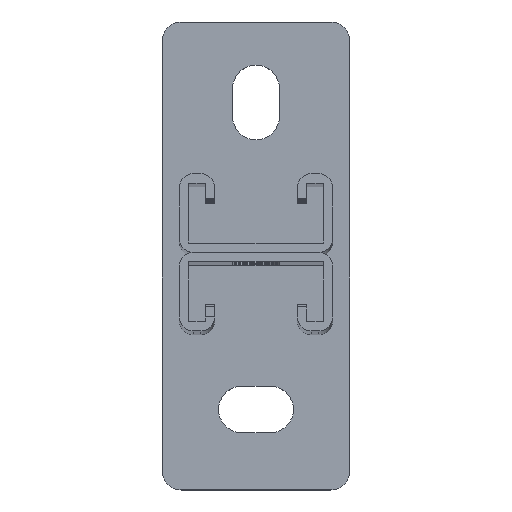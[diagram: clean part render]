
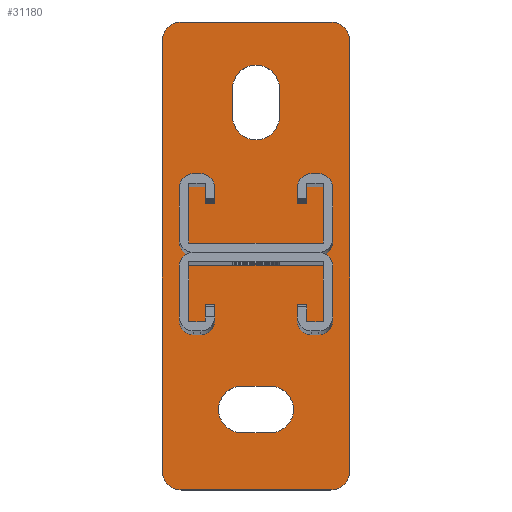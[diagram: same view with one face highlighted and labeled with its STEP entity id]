
A CAD part, top view. The second image highlights one B-rep face of the part: STEP entity #31180.
In plain terms, the highlighted planar face has unit normal (0, 0, 1).
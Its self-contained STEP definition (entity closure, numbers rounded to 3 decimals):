
#90 = FACE_OUTER_BOUND ( 'NONE', #6815, .T. ) ;
#358 = DIRECTION ( 'NONE',  ( 1., 0., 0. ) ) ;
#721 = CARTESIAN_POINT ( 'NONE',  ( 3.75, -41., 0. ) ) ;
#757 = CARTESIAN_POINT ( 'NONE',  ( -20., -62.5, 0. ) ) ;
#1053 = CIRCLE ( 'NONE', #23975, 6.25 ) ;
#1240 = VERTEX_POINT ( 'NONE', #8282 ) ;
#1281 = EDGE_LOOP ( 'NONE', ( #6703, #18288, #28142, #26580 ) ) ;
#1415 = VERTEX_POINT ( 'NONE', #16216 ) ;
#1481 = VERTEX_POINT ( 'NONE', #4001 ) ;
#2050 = VERTEX_POINT ( 'NONE', #8172 ) ;
#2366 = DIRECTION ( 'NONE',  ( 0., 0., 1. ) ) ;
#2569 = CARTESIAN_POINT ( 'NONE',  ( 25., -57.5, 0. ) ) ;
#2677 = DIRECTION ( 'NONE',  ( 0., 0., 1. ) ) ;
#4001 = CARTESIAN_POINT ( 'NONE',  ( -3.75, -47.25, 0. ) ) ;
#4109 = CIRCLE ( 'NONE', #28339, 6.25 ) ;
#4166 = LINE ( 'NONE', #15350, #29844 ) ;
#4486 = LINE ( 'NONE', #19648, #9170 ) ;
#4798 = DIRECTION ( 'NONE',  ( 1., 0., 0. ) ) ;
#4826 = CARTESIAN_POINT ( 'NONE',  ( -3.75, -47.25, 0. ) ) ;
#4898 = DIRECTION ( 'NONE',  ( 1., 0., 0. ) ) ;
#4942 = CARTESIAN_POINT ( 'NONE',  ( -25., 62.5, 0. ) ) ;
#5046 = AXIS2_PLACEMENT_3D ( 'NONE', #12435, #27061, #4798 ) ;
#5338 = DIRECTION ( 'NONE',  ( 0., 0., 1. ) ) ;
#5839 = CARTESIAN_POINT ( 'NONE',  ( -3.75, -34.75, 0. ) ) ;
#6703 = ORIENTED_EDGE ( 'NONE', *, *, #14918, .F. ) ;
#6815 = EDGE_LOOP ( 'NONE', ( #24673, #31186, #13237, #21147, #15685, #16329, #12491, #18568 ) ) ;
#6829 = VECTOR ( 'NONE', #26251, 1000. ) ;
#7234 = CARTESIAN_POINT ( 'NONE',  ( 3.75, -34.75, 0. ) ) ;
#7285 = DIRECTION ( 'NONE',  ( 0., 0., 1. ) ) ;
#8172 = CARTESIAN_POINT ( 'NONE',  ( 25., 57.5, 0. ) ) ;
#8282 = CARTESIAN_POINT ( 'NONE',  ( 3.75, -47.25, 0. ) ) ;
#8327 = LINE ( 'NONE', #14390, #24990 ) ;
#8980 = CARTESIAN_POINT ( 'NONE',  ( 20., -62.5, 0. ) ) ;
#8987 = CARTESIAN_POINT ( 'NONE',  ( 6.25, 44.75, 0. ) ) ;
#9170 = VECTOR ( 'NONE', #12383, 1000. ) ;
#9211 = EDGE_CURVE ( 'NONE', #2050, #27361, #31161, .T. ) ;
#9545 = DIRECTION ( 'NONE',  ( 1., 0., 0. ) ) ;
#9618 = EDGE_CURVE ( 'NONE', #1481, #1240, #21056, .T. ) ;
#9669 = ORIENTED_EDGE ( 'NONE', *, *, #25074, .F. ) ;
#9784 = CARTESIAN_POINT ( 'NONE',  ( 10., -41., 0. ) ) ;
#9991 = VERTEX_POINT ( 'NONE', #757 ) ;
#10176 = DIRECTION ( 'NONE',  ( 0., 0., 1. ) ) ;
#10322 = ORIENTED_EDGE ( 'NONE', *, *, #9618, .F. ) ;
#10372 = CARTESIAN_POINT ( 'NONE',  ( 0., 37.25, 0. ) ) ;
#10720 = CARTESIAN_POINT ( 'NONE',  ( -25., -57.5, 0. ) ) ;
#10761 = PLANE ( 'NONE',  #30959 ) ;
#10950 = VERTEX_POINT ( 'NONE', #2569 ) ;
#11012 = CIRCLE ( 'NONE', #11946, 6.25 ) ;
#11051 = DIRECTION ( 'NONE',  ( 0., 0., 1. ) ) ;
#11232 = VERTEX_POINT ( 'NONE', #8980 ) ;
#11764 = AXIS2_PLACEMENT_3D ( 'NONE', #21502, #16612, #19118 ) ;
#11877 = EDGE_CURVE ( 'NONE', #27361, #24827, #31419, .T. ) ;
#11946 = AXIS2_PLACEMENT_3D ( 'NONE', #25172, #10176, #25067 ) ;
#11991 = DIRECTION ( 'NONE',  ( -1., 0., 0. ) ) ;
#12129 = EDGE_CURVE ( 'NONE', #10950, #2050, #4166, .T. ) ;
#12383 = DIRECTION ( 'NONE',  ( 0., -1., 0. ) ) ;
#12435 = CARTESIAN_POINT ( 'NONE',  ( 3.75, -41., 0. ) ) ;
#12491 = ORIENTED_EDGE ( 'NONE', *, *, #11877, .T. ) ;
#12608 = CARTESIAN_POINT ( 'NONE',  ( 20., 62.5, 0. ) ) ;
#13237 = ORIENTED_EDGE ( 'NONE', *, *, #16204, .T. ) ;
#13268 = CIRCLE ( 'NONE', #30486, 5. ) ;
#13430 = VERTEX_POINT ( 'NONE', #10720 ) ;
#13903 = CARTESIAN_POINT ( 'NONE',  ( 6.25, 37.25, 0. ) ) ;
#14132 = EDGE_LOOP ( 'NONE', ( #20851, #31067, #24368, #9669, #10322 ) ) ;
#14210 = EDGE_CURVE ( 'NONE', #22451, #25693, #8327, .T. ) ;
#14227 = EDGE_CURVE ( 'NONE', #17658, #22451, #27360, .T. ) ;
#14390 = CARTESIAN_POINT ( 'NONE',  ( -3.75, -34.75, 0. ) ) ;
#14820 = EDGE_CURVE ( 'NONE', #11232, #10950, #24996, .T. ) ;
#14918 = EDGE_CURVE ( 'NONE', #1415, #17104, #11012, .T. ) ;
#15124 = CIRCLE ( 'NONE', #16048, 6.25 ) ;
#15127 = CARTESIAN_POINT ( 'NONE',  ( -25., -62.5, 0. ) ) ;
#15350 = CARTESIAN_POINT ( 'NONE',  ( 25., 62.5, 0. ) ) ;
#15495 = EDGE_CURVE ( 'NONE', #16337, #13430, #24149, .T. ) ;
#15642 = VERTEX_POINT ( 'NONE', #20152 ) ;
#15685 = ORIENTED_EDGE ( 'NONE', *, *, #12129, .T. ) ;
#15719 = CARTESIAN_POINT ( 'NONE',  ( 20., 57.5, 0. ) ) ;
#15770 = DIRECTION ( 'NONE',  ( 0., 0., 1. ) ) ;
#15939 = VECTOR ( 'NONE', #29410, 1000. ) ;
#16048 = AXIS2_PLACEMENT_3D ( 'NONE', #17597, #2677, #22599 ) ;
#16145 = LINE ( 'NONE', #8987, #6829 ) ;
#16204 = EDGE_CURVE ( 'NONE', #9991, #11232, #28344, .T. ) ;
#16216 = CARTESIAN_POINT ( 'NONE',  ( 6.25, 44.75, 0. ) ) ;
#16329 = ORIENTED_EDGE ( 'NONE', *, *, #9211, .T. ) ;
#16337 = VERTEX_POINT ( 'NONE', #18569 ) ;
#16612 = DIRECTION ( 'NONE',  ( 0., 0., 1. ) ) ;
#17066 = CARTESIAN_POINT ( 'NONE',  ( -20., 62.5, 0. ) ) ;
#17104 = VERTEX_POINT ( 'NONE', #27065 ) ;
#17152 = CARTESIAN_POINT ( 'NONE',  ( 20., -57.5, 0. ) ) ;
#17538 = DIRECTION ( 'NONE',  ( 1., 0., 0. ) ) ;
#17597 = CARTESIAN_POINT ( 'NONE',  ( -3.75, -41., 0. ) ) ;
#17658 = VERTEX_POINT ( 'NONE', #9784 ) ;
#17832 = DIRECTION ( 'NONE',  ( 0., 1., 0. ) ) ;
#18223 = VECTOR ( 'NONE', #31627, 1000. ) ;
#18288 = ORIENTED_EDGE ( 'NONE', *, *, #20289, .F. ) ;
#18290 = EDGE_CURVE ( 'NONE', #17104, #15642, #4486, .T. ) ;
#18568 = ORIENTED_EDGE ( 'NONE', *, *, #27922, .T. ) ;
#18569 = CARTESIAN_POINT ( 'NONE',  ( -25., 57.5, 0. ) ) ;
#19118 = DIRECTION ( 'NONE',  ( 1., 0., 0. ) ) ;
#19420 = DIRECTION ( 'NONE',  ( 0., -1., 0. ) ) ;
#19648 = CARTESIAN_POINT ( 'NONE',  ( -6.25, 44.75, 0. ) ) ;
#20152 = CARTESIAN_POINT ( 'NONE',  ( -6.25, 37.25, 0. ) ) ;
#20289 = EDGE_CURVE ( 'NONE', #27045, #1415, #16145, .T. ) ;
#20851 = ORIENTED_EDGE ( 'NONE', *, *, #23290, .F. ) ;
#20979 = CARTESIAN_POINT ( 'NONE',  ( 0., 0., 0. ) ) ;
#21056 = LINE ( 'NONE', #4826, #30355 ) ;
#21147 = ORIENTED_EDGE ( 'NONE', *, *, #14820, .T. ) ;
#21502 = CARTESIAN_POINT ( 'NONE',  ( -20., -57.5, 0. ) ) ;
#22451 = VERTEX_POINT ( 'NONE', #7234 ) ;
#22599 = DIRECTION ( 'NONE',  ( 1., 0., 0. ) ) ;
#22926 = DIRECTION ( 'NONE',  ( 1., 0., 0. ) ) ;
#22996 = DIRECTION ( 'NONE',  ( 1., 0., 0. ) ) ;
#23290 = EDGE_CURVE ( 'NONE', #25693, #1481, #15124, .T. ) ;
#23807 = EDGE_CURVE ( 'NONE', #15642, #27045, #1053, .T. ) ;
#23827 = FACE_BOUND ( 'NONE', #14132, .T. ) ;
#23975 = AXIS2_PLACEMENT_3D ( 'NONE', #10372, #28396, #358 ) ;
#24147 = CARTESIAN_POINT ( 'NONE',  ( -25., 62.5, 0. ) ) ;
#24149 = LINE ( 'NONE', #4942, #26887 ) ;
#24368 = ORIENTED_EDGE ( 'NONE', *, *, #14227, .F. ) ;
#24673 = ORIENTED_EDGE ( 'NONE', *, *, #15495, .T. ) ;
#24827 = VERTEX_POINT ( 'NONE', #17066 ) ;
#24990 = VECTOR ( 'NONE', #11991, 1000. ) ;
#24996 = CIRCLE ( 'NONE', #32095, 5. ) ;
#25067 = DIRECTION ( 'NONE',  ( 1., 0., 0. ) ) ;
#25074 = EDGE_CURVE ( 'NONE', #1240, #17658, #4109, .T. ) ;
#25172 = CARTESIAN_POINT ( 'NONE',  ( 0., 44.75, 0. ) ) ;
#25553 = AXIS2_PLACEMENT_3D ( 'NONE', #15719, #11051, #22996 ) ;
#25693 = VERTEX_POINT ( 'NONE', #5839 ) ;
#25740 = DIRECTION ( 'NONE',  ( 1., 0., 0. ) ) ;
#26251 = DIRECTION ( 'NONE',  ( 0., 1., 0. ) ) ;
#26512 = CIRCLE ( 'NONE', #11764, 5. ) ;
#26580 = ORIENTED_EDGE ( 'NONE', *, *, #18290, .F. ) ;
#26887 = VECTOR ( 'NONE', #19420, 1000. ) ;
#27045 = VERTEX_POINT ( 'NONE', #13903 ) ;
#27061 = DIRECTION ( 'NONE',  ( 0., 0., 1. ) ) ;
#27065 = CARTESIAN_POINT ( 'NONE',  ( -6.25, 44.75, 0. ) ) ;
#27072 = EDGE_CURVE ( 'NONE', #13430, #9991, #26512, .T. ) ;
#27360 = CIRCLE ( 'NONE', #5046, 6.25 ) ;
#27361 = VERTEX_POINT ( 'NONE', #12608 ) ;
#27922 = EDGE_CURVE ( 'NONE', #24827, #16337, #13268, .T. ) ;
#28142 = ORIENTED_EDGE ( 'NONE', *, *, #23807, .F. ) ;
#28339 = AXIS2_PLACEMENT_3D ( 'NONE', #721, #5338, #22926 ) ;
#28344 = LINE ( 'NONE', #15127, #15939 ) ;
#28396 = DIRECTION ( 'NONE',  ( 0., 0., 1. ) ) ;
#28461 = FACE_BOUND ( 'NONE', #1281, .T. ) ;
#29410 = DIRECTION ( 'NONE',  ( 1., 0., 0. ) ) ;
#29844 = VECTOR ( 'NONE', #17832, 1000. ) ;
#30355 = VECTOR ( 'NONE', #17538, 1000. ) ;
#30486 = AXIS2_PLACEMENT_3D ( 'NONE', #31814, #2366, #4898 ) ;
#30959 = AXIS2_PLACEMENT_3D ( 'NONE', #20979, #15770, #25740 ) ;
#31067 = ORIENTED_EDGE ( 'NONE', *, *, #14210, .F. ) ;
#31161 = CIRCLE ( 'NONE', #25553, 5. ) ;
#31180 = ADVANCED_FACE ( 'NONE', ( #23827, #28461, #90 ), #10761, .T. ) ;
#31186 = ORIENTED_EDGE ( 'NONE', *, *, #27072, .T. ) ;
#31419 = LINE ( 'NONE', #24147, #18223 ) ;
#31627 = DIRECTION ( 'NONE',  ( -1., 0., 0. ) ) ;
#31814 = CARTESIAN_POINT ( 'NONE',  ( -20., 57.5, 0. ) ) ;
#32095 = AXIS2_PLACEMENT_3D ( 'NONE', #17152, #7285, #9545 ) ;
